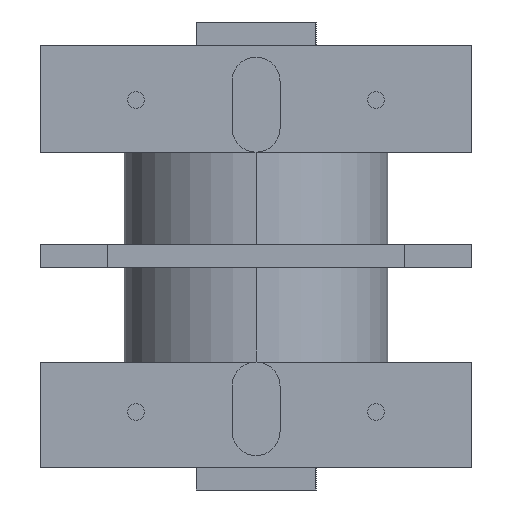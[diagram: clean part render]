
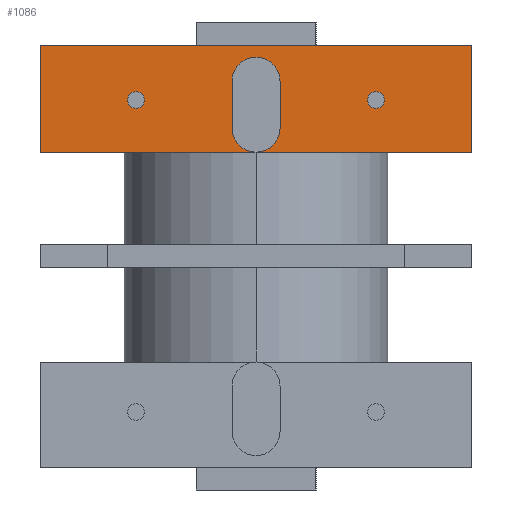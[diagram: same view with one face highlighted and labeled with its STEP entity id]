
A CAD part, left-side view. The second image highlights one B-rep face of the part: STEP entity #1086.
In plain terms, the highlighted planar face has unit normal (-1, 0, 0).
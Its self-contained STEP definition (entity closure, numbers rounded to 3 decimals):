
#52 = CARTESIAN_POINT ( 'NONE',  ( -6., 0.2, 4.34 ) ) ;
#93 = DIRECTION ( 'NONE',  ( 1., 0., 0. ) ) ;
#137 = EDGE_CURVE ( 'NONE', #808, #3013, #3208, .T. ) ;
#189 = AXIS2_PLACEMENT_3D ( 'NONE', #669, #2811, #2784 ) ;
#193 = EDGE_LOOP ( 'NONE', ( #2375, #1248 ) ) ;
#207 = EDGE_CURVE ( 'NONE', #2316, #1250, #1854, .T. ) ;
#208 = EDGE_CURVE ( 'NONE', #489, #808, #2925, .T. ) ;
#254 = CARTESIAN_POINT ( 'NONE',  ( -6., 9.2, 5.34 ) ) ;
#262 = DIRECTION ( 'NONE',  ( 0., 0., 1. ) ) ;
#305 = EDGE_LOOP ( 'NONE', ( #3303, #3016, #764, #1345 ) ) ;
#344 = AXIS2_PLACEMENT_3D ( 'NONE', #1875, #3047, #3349 ) ;
#380 = VERTEX_POINT ( 'NONE', #2283 ) ;
#425 = EDGE_CURVE ( 'NONE', #1816, #717, #2464, .T. ) ;
#463 = PLANE ( 'NONE',  #3639 ) ;
#489 = VERTEX_POINT ( 'NONE', #1749 ) ;
#493 = AXIS2_PLACEMENT_3D ( 'NONE', #1929, #93, #2812 ) ;
#552 = DIRECTION ( 'NONE',  ( 0., 0., 1. ) ) ;
#662 = VECTOR ( 'NONE', #2364, 1000. ) ;
#669 = CARTESIAN_POINT ( 'NONE',  ( -6., 4.2, 6.514 ) ) ;
#717 = VERTEX_POINT ( 'NONE', #2726 ) ;
#744 = CARTESIAN_POINT ( 'NONE',  ( -6., 9.162, 8.8 ) ) ;
#764 = ORIENTED_EDGE ( 'NONE', *, *, #425, .T. ) ;
#775 = CARTESIAN_POINT ( 'NONE',  ( -6., 14.2, 6.164 ) ) ;
#785 = CARTESIAN_POINT ( 'NONE',  ( -6., 9.162, -0.548 ) ) ;
#808 = VERTEX_POINT ( 'NONE', #1536 ) ;
#851 = CARTESIAN_POINT ( 'NONE',  ( -6., 8.2, 7.3 ) ) ;
#896 = CIRCLE ( 'NONE', #189, 0.35 ) ;
#1032 = EDGE_CURVE ( 'NONE', #717, #1804, #3089, .T. ) ;
#1038 = EDGE_CURVE ( 'NONE', #2929, #489, #1167, .T. ) ;
#1067 = DIRECTION ( 'NONE',  ( 0., 0., -1. ) ) ;
#1086 = ADVANCED_FACE ( 'NONE', ( #3733, #1717, #2147, #3125 ), #463, .T. ) ;
#1153 = DIRECTION ( 'NONE',  ( 1., 0., 0. ) ) ;
#1167 = CIRCLE ( 'NONE', #2192, 1. ) ;
#1227 = AXIS2_PLACEMENT_3D ( 'NONE', #1249, #3901, #3325 ) ;
#1248 = ORIENTED_EDGE ( 'NONE', *, *, #1357, .T. ) ;
#1249 = CARTESIAN_POINT ( 'NONE',  ( -6., 4.2, 6.514 ) ) ;
#1250 = VERTEX_POINT ( 'NONE', #775 ) ;
#1298 = ORIENTED_EDGE ( 'NONE', *, *, #1424, .T. ) ;
#1345 = ORIENTED_EDGE ( 'NONE', *, *, #1032, .T. ) ;
#1357 = EDGE_CURVE ( 'NONE', #1250, #2316, #2258, .T. ) ;
#1376 = ORIENTED_EDGE ( 'NONE', *, *, #1694, .T. ) ;
#1386 = DIRECTION ( 'NONE',  ( 0., 0., -1. ) ) ;
#1401 = CARTESIAN_POINT ( 'NONE',  ( -6., 4.2, 6.864 ) ) ;
#1424 = EDGE_CURVE ( 'NONE', #2514, #3529, #3706, .T. ) ;
#1438 = CARTESIAN_POINT ( 'NONE',  ( -6., 18.2, -0.548 ) ) ;
#1482 = DIRECTION ( 'NONE',  ( 1., 0., 0. ) ) ;
#1536 = CARTESIAN_POINT ( 'NONE',  ( -6., 10.2, 7.3 ) ) ;
#1556 = AXIS2_PLACEMENT_3D ( 'NONE', #3512, #1153, #262 ) ;
#1617 = CARTESIAN_POINT ( 'NONE',  ( -6., 18.2, 4.34 ) ) ;
#1694 = EDGE_CURVE ( 'NONE', #3529, #2514, #896, .T. ) ;
#1717 = FACE_BOUND ( 'NONE', #193, .T. ) ;
#1749 = CARTESIAN_POINT ( 'NONE',  ( -6., 10.2, 5.34 ) ) ;
#1804 = VERTEX_POINT ( 'NONE', #2162 ) ;
#1807 = EDGE_LOOP ( 'NONE', ( #1298, #1376 ) ) ;
#1816 = VERTEX_POINT ( 'NONE', #52 ) ;
#1854 = CIRCLE ( 'NONE', #493, 0.35 ) ;
#1875 = CARTESIAN_POINT ( 'NONE',  ( -6., 9.2, 7.3 ) ) ;
#1896 = VERTEX_POINT ( 'NONE', #1617 ) ;
#1929 = CARTESIAN_POINT ( 'NONE',  ( -6., 14.2, 6.514 ) ) ;
#2069 = DIRECTION ( 'NONE',  ( 0., 0., -1. ) ) ;
#2072 = CARTESIAN_POINT ( 'NONE',  ( -6., 4.2, 6.164 ) ) ;
#2073 = EDGE_CURVE ( 'NONE', #1804, #1896, #3904, .T. ) ;
#2110 = EDGE_CURVE ( 'NONE', #380, #2929, #3088, .T. ) ;
#2138 = VECTOR ( 'NONE', #3739, 1000. ) ;
#2147 = FACE_BOUND ( 'NONE', #1807, .T. ) ;
#2162 = CARTESIAN_POINT ( 'NONE',  ( -6., 18.2, 8.8 ) ) ;
#2192 = AXIS2_PLACEMENT_3D ( 'NONE', #3768, #2610, #1067 ) ;
#2205 = LINE ( 'NONE', #2286, #3840 ) ;
#2258 = CIRCLE ( 'NONE', #1556, 0.35 ) ;
#2283 = CARTESIAN_POINT ( 'NONE',  ( -6., 8.2, 5.34 ) ) ;
#2286 = CARTESIAN_POINT ( 'NONE',  ( -6., 8.2, -0.548 ) ) ;
#2316 = VERTEX_POINT ( 'NONE', #2937 ) ;
#2353 = LINE ( 'NONE', #3501, #2851 ) ;
#2364 = DIRECTION ( 'NONE',  ( 0., 0., 1. ) ) ;
#2375 = ORIENTED_EDGE ( 'NONE', *, *, #207, .T. ) ;
#2464 = LINE ( 'NONE', #2684, #662 ) ;
#2481 = EDGE_CURVE ( 'NONE', #3013, #380, #2205, .T. ) ;
#2514 = VERTEX_POINT ( 'NONE', #1401 ) ;
#2588 = VECTOR ( 'NONE', #3451, 1000. ) ;
#2610 = DIRECTION ( 'NONE',  ( 1., 0., 0. ) ) ;
#2684 = CARTESIAN_POINT ( 'NONE',  ( -6., 0.2, -0.548 ) ) ;
#2726 = CARTESIAN_POINT ( 'NONE',  ( -6., 0.2, 8.8 ) ) ;
#2784 = DIRECTION ( 'NONE',  ( 0., 0., 1. ) ) ;
#2811 = DIRECTION ( 'NONE',  ( 1., 0., 0. ) ) ;
#2812 = DIRECTION ( 'NONE',  ( 0., 0., 1. ) ) ;
#2813 = EDGE_CURVE ( 'NONE', #1816, #1896, #2353, .T. ) ;
#2844 = ORIENTED_EDGE ( 'NONE', *, *, #2110, .T. ) ;
#2851 = VECTOR ( 'NONE', #3548, 1000. ) ;
#2881 = ORIENTED_EDGE ( 'NONE', *, *, #137, .T. ) ;
#2900 = VECTOR ( 'NONE', #3503, 1000. ) ;
#2925 = LINE ( 'NONE', #3414, #2138 ) ;
#2929 = VERTEX_POINT ( 'NONE', #3366 ) ;
#2937 = CARTESIAN_POINT ( 'NONE',  ( -6., 14.2, 6.864 ) ) ;
#2972 = EDGE_LOOP ( 'NONE', ( #3725, #2881, #3881, #2844, #3821 ) ) ;
#3013 = VERTEX_POINT ( 'NONE', #851 ) ;
#3016 = ORIENTED_EDGE ( 'NONE', *, *, #2813, .F. ) ;
#3047 = DIRECTION ( 'NONE',  ( 1., 0., 0. ) ) ;
#3088 = CIRCLE ( 'NONE', #3797, 1. ) ;
#3089 = LINE ( 'NONE', #744, #2588 ) ;
#3125 = FACE_OUTER_BOUND ( 'NONE', #305, .T. ) ;
#3208 = CIRCLE ( 'NONE', #344, 1. ) ;
#3303 = ORIENTED_EDGE ( 'NONE', *, *, #2073, .T. ) ;
#3325 = DIRECTION ( 'NONE',  ( 0., 0., 1. ) ) ;
#3349 = DIRECTION ( 'NONE',  ( 0., 0., -1. ) ) ;
#3366 = CARTESIAN_POINT ( 'NONE',  ( -6., 9.2, 4.34 ) ) ;
#3414 = CARTESIAN_POINT ( 'NONE',  ( -6., 10.2, -0.548 ) ) ;
#3451 = DIRECTION ( 'NONE',  ( 0., 1., 0. ) ) ;
#3501 = CARTESIAN_POINT ( 'NONE',  ( -6., 0., 4.34 ) ) ;
#3503 = DIRECTION ( 'NONE',  ( 0., 0., -1. ) ) ;
#3512 = CARTESIAN_POINT ( 'NONE',  ( -6., 14.2, 6.514 ) ) ;
#3529 = VERTEX_POINT ( 'NONE', #2072 ) ;
#3548 = DIRECTION ( 'NONE',  ( 0., 1., 0. ) ) ;
#3639 = AXIS2_PLACEMENT_3D ( 'NONE', #785, #3831, #552 ) ;
#3706 = CIRCLE ( 'NONE', #1227, 0.35 ) ;
#3725 = ORIENTED_EDGE ( 'NONE', *, *, #208, .T. ) ;
#3733 = FACE_BOUND ( 'NONE', #2972, .T. ) ;
#3739 = DIRECTION ( 'NONE',  ( 0., 0., 1. ) ) ;
#3768 = CARTESIAN_POINT ( 'NONE',  ( -6., 9.2, 5.34 ) ) ;
#3797 = AXIS2_PLACEMENT_3D ( 'NONE', #254, #1482, #2069 ) ;
#3821 = ORIENTED_EDGE ( 'NONE', *, *, #1038, .T. ) ;
#3831 = DIRECTION ( 'NONE',  ( -1., 0., 0. ) ) ;
#3840 = VECTOR ( 'NONE', #1386, 1000. ) ;
#3881 = ORIENTED_EDGE ( 'NONE', *, *, #2481, .T. ) ;
#3901 = DIRECTION ( 'NONE',  ( 1., 0., 0. ) ) ;
#3904 = LINE ( 'NONE', #1438, #2900 ) ;
